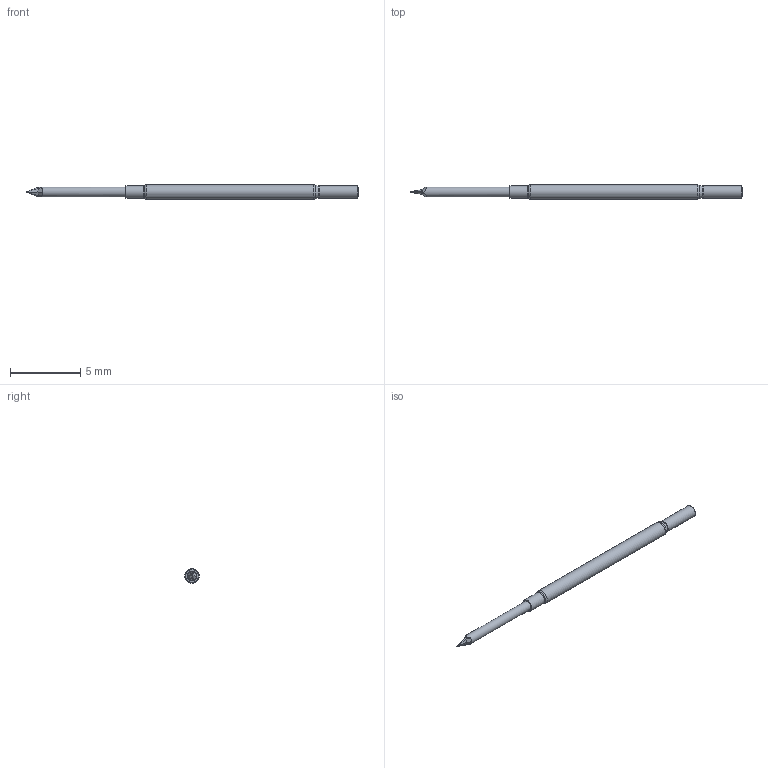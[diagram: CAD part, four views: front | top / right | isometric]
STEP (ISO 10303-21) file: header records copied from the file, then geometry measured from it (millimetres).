
FILE_DESCRIPTION (( 'STEP AP214' ), '1' );
FILE_NAME ('X50-PR16B9RP.STEP', '2017-06-07T16:55:44', ( '' ), ( '' ), 'SwSTEP 2.0', 'SolidWorks 2016', '' );
FILE_SCHEMA (( 'AUTOMOTIVE_DESIGN' ));
Length unit declared in the file: inch
Products named in the file (1): X50-PR16B9RP
Bounding box: 23.62 x 1.02 x 1.02 mm (x, y, z)
Volume: 14.9 mm3; surface area: 65.9 mm2
Topology: 1 solids, 1 shells, 30 faces, 65 edges, 38 vertices
Faces by surface type: cone 19, cylinder 4, torus 4, plane 3
Full cylindrical faces by diameter (mm): 0.688 x1, 0.856 x1, 0.894 x1, 1.021 x1
Entity records: 1237 total; most frequent: CARTESIAN_POINT 252, ORIENTED_EDGE 108, DIRECTION 102, EDGE_CURVE 54, AXIS2_PLACEMENT_3D 51, EDGE_LOOP 42, FACE_OUTER_BOUND 38, VERTEX_POINT 38
